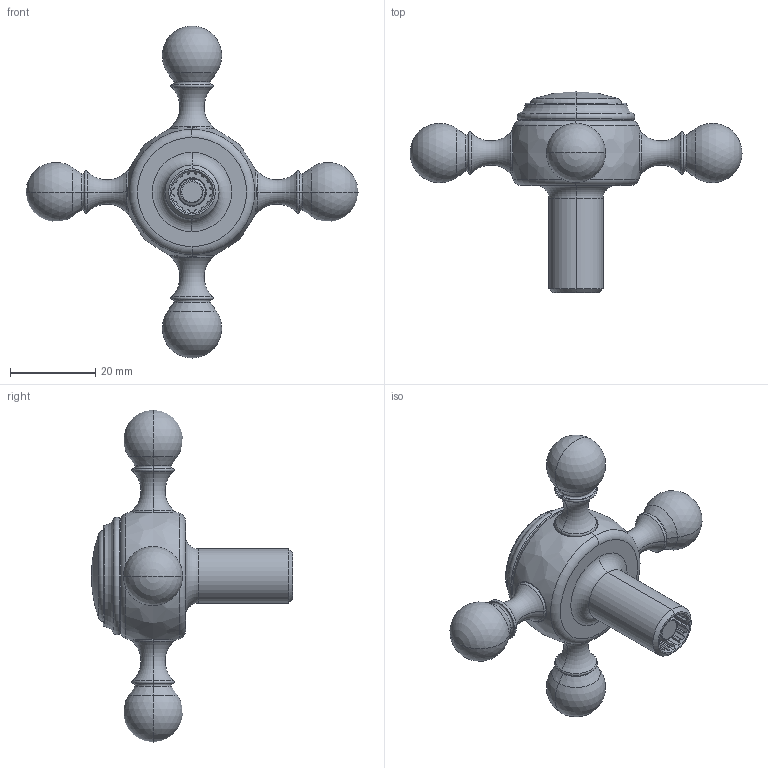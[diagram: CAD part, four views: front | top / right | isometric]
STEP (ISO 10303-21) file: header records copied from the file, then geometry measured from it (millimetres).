
FILE_DESCRIPTION((''),'2;1');
FILE_NAME('2-533_ASM','2020-01-08T09:21:58',('rsmith'),(''),'CREO PARAMETRIC BY PTC INC, 2018400','CREO PARAMETRIC BY PTC INC, 2018400','');
FILE_SCHEMA(('CONFIG_CONTROL_DESIGN'));
Length unit declared in the file: inch
Products named in the file (6): 30348; 10136; 92141; 30438; 91017; 2-533_ASM
Assembly tree (8 placements, depth 2):
  2-533_ASM
    30348
    10136  x4
    92141
    30438
    91017
Bounding box: 77.98 x 47.24 x 77.98 mm (x, y, z)
Volume: 21204.5 mm3; surface area: 21512.1 mm2
Topology: 8 solids, 16 shells, 619 faces, 1531 edges, 956 vertices
Faces by surface type: cylinder 212, bspline 105, torus 102, plane 100, cone 80, sphere 20
Entity records: 25631 total; most frequent: CARTESIAN_POINT 15951, ORIENTED_EDGE 2078, DIRECTION 1827, EDGE_CURVE 1053, AXIS2_PLACEMENT_3D 755, VERTEX_POINT 674, EDGE_LOOP 457, FACE_OUTER_BOUND 415
